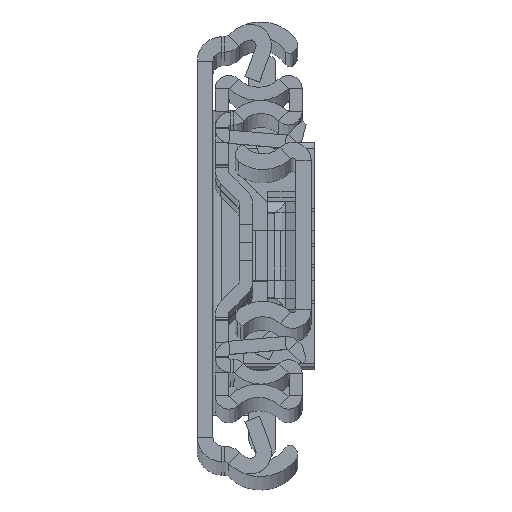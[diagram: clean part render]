
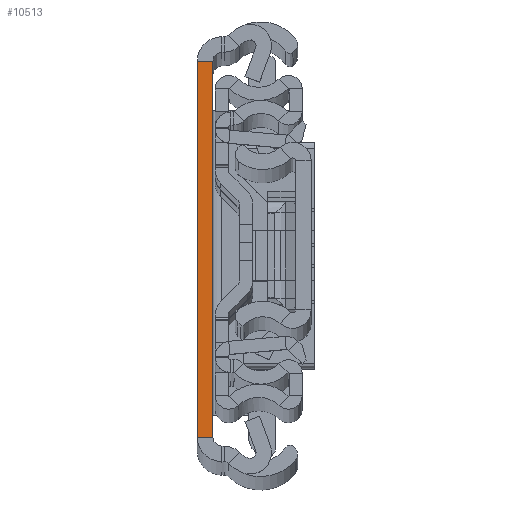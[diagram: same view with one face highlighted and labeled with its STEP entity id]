
A CAD part, top view. The second image highlights one B-rep face of the part: STEP entity #10513.
In plain terms, the highlighted planar face has unit normal (0, 0, 1).
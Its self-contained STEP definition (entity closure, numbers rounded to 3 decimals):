
#475 = EDGE_CURVE ( 'NONE', #17334, #11940, #5927, .T. ) ;
#1546 = CARTESIAN_POINT ( 'NONE',  ( 2.6, -31.5, 0. ) ) ;
#1971 = DIRECTION ( 'NONE',  ( 0., 0., -1. ) ) ;
#2839 = CARTESIAN_POINT ( 'NONE',  ( 2.6, 31.5, 0. ) ) ;
#2919 = FACE_OUTER_BOUND ( 'NONE', #16120, .T. ) ;
#3004 = EDGE_CURVE ( 'NONE', #11772, #16808, #13531, .T. ) ;
#3006 = DIRECTION ( 'NONE',  ( 0., 1., 0. ) ) ;
#3361 = ORIENTED_EDGE ( 'NONE', *, *, #475, .T. ) ;
#3363 = VECTOR ( 'NONE', #17954, 1000. ) ;
#4159 = CARTESIAN_POINT ( 'NONE',  ( 2.6, 31.5, 0. ) ) ;
#4504 = CARTESIAN_POINT ( 'NONE',  ( 2.6, -31.5, 0. ) ) ;
#5745 = CARTESIAN_POINT ( 'NONE',  ( 2.6, -31.5, 0. ) ) ;
#5927 = LINE ( 'NONE', #1546, #7353 ) ;
#6050 = ORIENTED_EDGE ( 'NONE', *, *, #16561, .T. ) ;
#6852 = CARTESIAN_POINT ( 'NONE',  ( 0., 31.5, 0. ) ) ;
#6932 = PLANE ( 'NONE',  #10488 ) ;
#7116 = DIRECTION ( 'NONE',  ( 0., 1., 0. ) ) ;
#7353 = VECTOR ( 'NONE', #3006, 1000. ) ;
#7391 = ORIENTED_EDGE ( 'NONE', *, *, #3004, .F. ) ;
#9429 = CARTESIAN_POINT ( 'NONE',  ( 0., -31.5, 0. ) ) ;
#10488 = AXIS2_PLACEMENT_3D ( 'NONE', #12495, #1971, #7116 ) ;
#10513 = ADVANCED_FACE ( 'NONE', ( #2919 ), #6932, .F. ) ;
#11350 = LINE ( 'NONE', #4504, #12716 ) ;
#11530 = DIRECTION ( 'NONE',  ( 1., 0., 0. ) ) ;
#11772 = VERTEX_POINT ( 'NONE', #13377 ) ;
#11940 = VERTEX_POINT ( 'NONE', #4159 ) ;
#12495 = CARTESIAN_POINT ( 'NONE',  ( 2.6, -31.5, 0. ) ) ;
#12685 = LINE ( 'NONE', #2839, #3363 ) ;
#12716 = VECTOR ( 'NONE', #11530, 1000. ) ;
#13377 = CARTESIAN_POINT ( 'NONE',  ( 0., -31.5, 0. ) ) ;
#13531 = LINE ( 'NONE', #9429, #16491 ) ;
#15519 = ORIENTED_EDGE ( 'NONE', *, *, #15737, .F. ) ;
#15737 = EDGE_CURVE ( 'NONE', #16808, #11940, #12685, .T. ) ;
#16120 = EDGE_LOOP ( 'NONE', ( #15519, #7391, #6050, #3361 ) ) ;
#16491 = VECTOR ( 'NONE', #17788, 1000. ) ;
#16561 = EDGE_CURVE ( 'NONE', #11772, #17334, #11350, .T. ) ;
#16808 = VERTEX_POINT ( 'NONE', #6852 ) ;
#17334 = VERTEX_POINT ( 'NONE', #5745 ) ;
#17788 = DIRECTION ( 'NONE',  ( 0., 1., 0. ) ) ;
#17954 = DIRECTION ( 'NONE',  ( 1., 0., 0. ) ) ;
